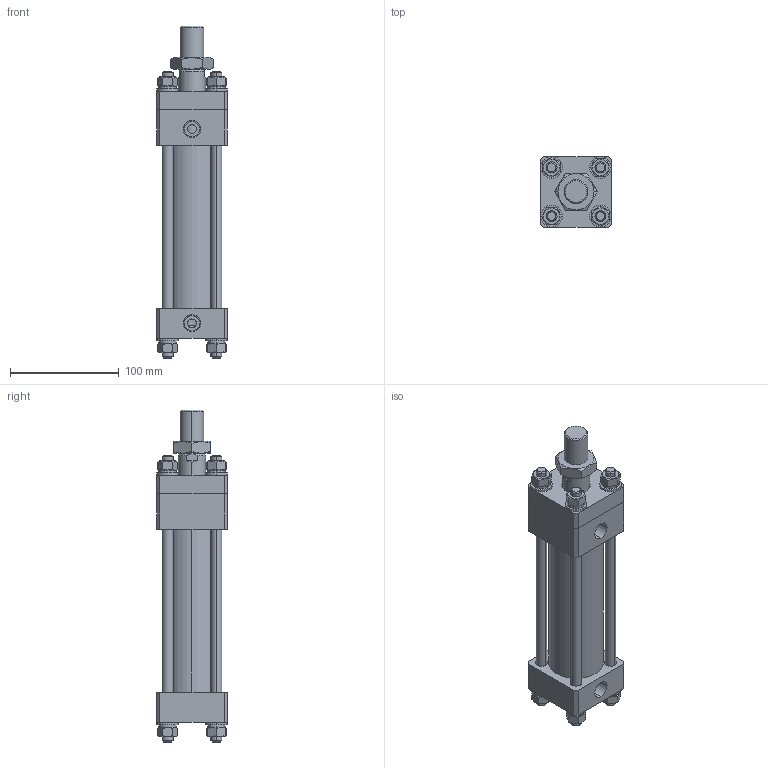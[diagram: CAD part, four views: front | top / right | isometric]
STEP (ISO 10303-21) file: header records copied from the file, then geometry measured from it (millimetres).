
FILE_DESCRIPTION (( 'STEP AP203' ), '1' );
FILE_NAME ('HOB-40-25-100.STEP', '2021-04-27T02:53:08', ( '微软用户' ), ( '微软中国' ), 'SwSTEP 2.0', 'SolidWorks 2012', '' );
FILE_SCHEMA (( 'CONFIG_CONTROL_DESIGN' ));
Length unit declared in the file: millimetre
Products named in the file (11): HOB-40-25-100; hex thin nuts-grades ab-chamfered gb_GB_FASTENER_NUT_STNAB  B M22-N; spring lock washers--normal type gb_GB_FASTENER_WASHER_SW 10; plain washers--product grade c gb_GB_FASTENER_WASHER_SMWC 10; hex nuts 1-fine pitch-grades ab gb_GB_FASTENER_NUT_SNAB1XY M10X1.25-N; HOB-40-25-100前盖; HOB-40-25-100活塞杆; HOB-40-25-100嶺裝; HOB-40-25-100綴裔; HOB-40-25-100掛极; HOB-40-25-100楊擘
Assembly tree (34 placements, depth 2):
  HOB-40-25-100
    HOB-40-25-100楊擘
    HOB-40-25-100掛极
    HOB-40-25-100綴裔
    HOB-40-25-100嶺裝  x4
    HOB-40-25-100活塞杆
    HOB-40-25-100前盖
    hex nuts 1-fine pitch-grades ab gb_GB_FASTENER_NUT_SNAB1XY M10X1.25-N  x8
    plain washers--product grade c gb_GB_FASTENER_WASHER_SMWC 10  x8
    spring lock washers--normal type gb_GB_FASTENER_WASHER_SW 10  x8
    hex thin nuts-grades ab-chamfered gb_GB_FASTENER_NUT_STNAB  B M22-N
Bounding box: 65 x 65 x 306 mm (x, y, z)
Volume: 621030.7 mm3; surface area: 182499 mm2
Topology: 34 solids, 34 shells, 458 faces, 1028 edges, 647 vertices
Faces by surface type: cylinder 170, plane 169, cone 109, torus 10
Entity records: 8017 total; most frequent: CARTESIAN_POINT 1451, DIRECTION 1102, ORIENTED_EDGE 908, AXIS2_PLACEMENT_3D 456, EDGE_CURVE 454, VERTEX_POINT 287, EDGE_LOOP 245, CIRCLE 223
